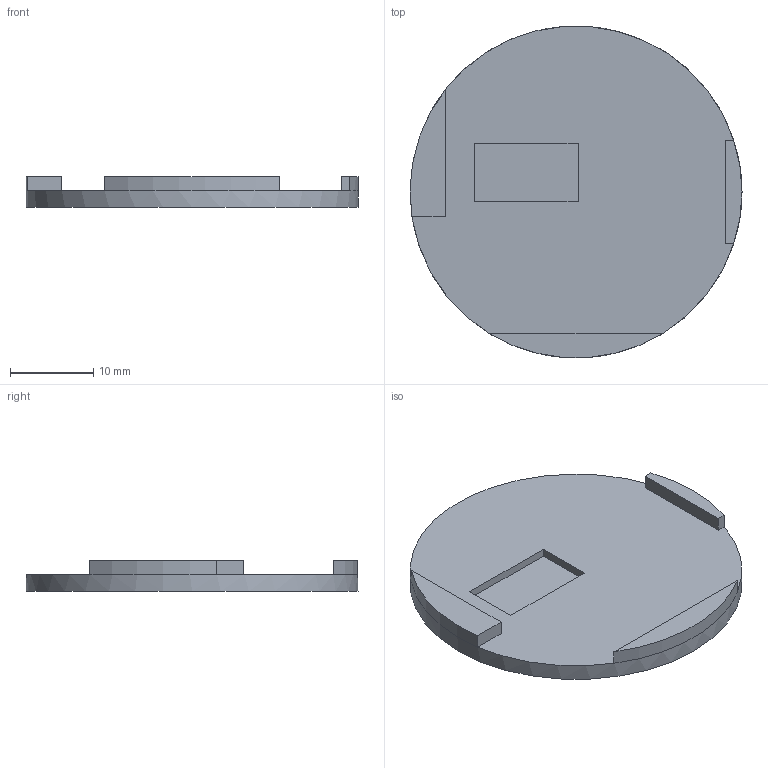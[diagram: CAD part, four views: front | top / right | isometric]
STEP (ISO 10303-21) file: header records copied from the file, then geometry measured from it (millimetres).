
FILE_DESCRIPTION(('FreeCAD Model'),'2;1');
FILE_NAME('bottom.step', '2017-01-01T17:36:18',('Author'),(''), 'Open CASCADE STEP processor 6.8','FreeCAD','Unknown');
FILE_SCHEMA(('AUTOMOTIVE_DESIGN_CC2 { 1 2 10303 214 -1 1 5 4 }'));
Length unit declared in the file: millimetre
Products named in the file (2): ASSEMBLY; Pocket
Assembly tree (1 placements, depth 2):
  ASSEMBLY
    Pocket
Bounding box: 40 x 40 x 3.7 mm (x, y, z)
Volume: 2615.5 mm3; surface area: 2983.8 mm2
Topology: 1 solids, 1 shells, 20 faces, 45 edges, 28 vertices
Faces by surface type: plane 16, cylinder 4
Full cylindrical faces by diameter (mm): 40 x1
Entity records: 1185 total; most frequent: CARTESIAN_POINT 203, DIRECTION 187, LINE 117, VECTOR 117, ORIENTED_EDGE 90, PCURVE 90, DEFINITIONAL_REPRESENTATION 90, EDGE_CURVE 45
